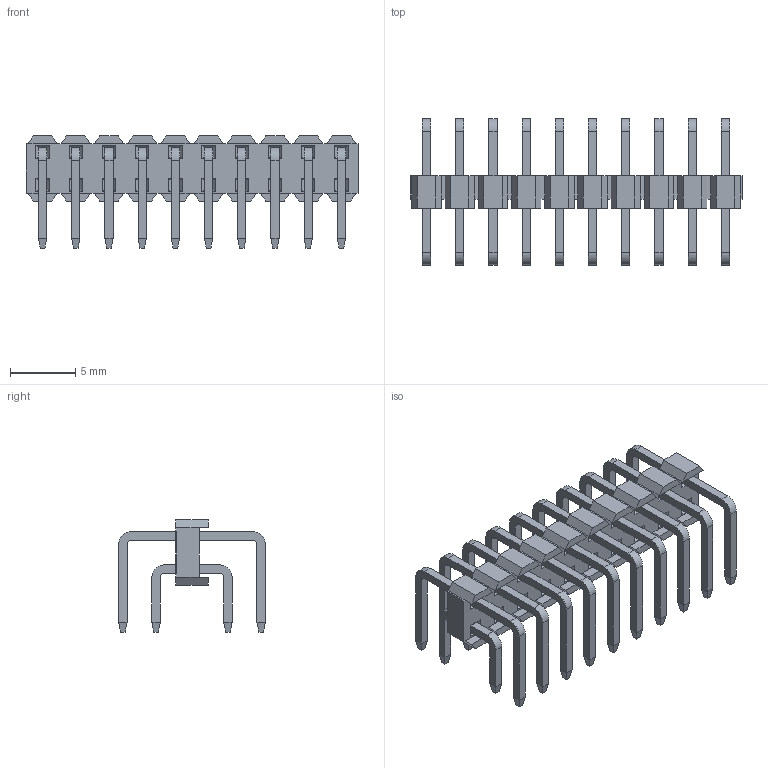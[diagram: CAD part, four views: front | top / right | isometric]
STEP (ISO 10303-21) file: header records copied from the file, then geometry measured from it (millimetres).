
FILE_DESCRIPTION( ('This file contains a STEP AP42 implementation' ,'as created by ZW3D STEP Interface translator.') ,'2;1' );
FILE_NAME( '1125-12XXXXUXXXXXXX.stp' ,'23 329.163529', (''), ('ZWCAD Software Co.'), 'Version 1.0', 'ZW3D to STEP translator', '' );
FILE_SCHEMA(('AUTOMOTIVE_DESIGN { 1 0 10303 214 1 1 1 1 }'));
Length unit declared in the file: millimetre
Products named in the file (2): 0; 1125-1220XXU145XXXX
Bounding box: 25.4 x 11.22 x 8.6 mm (x, y, z)
Volume: 367.6 mm3; surface area: 1510.2 mm2
Topology: 21 solids, 21 shells, 779 faces, 1904 edges, 1176 vertices
Faces by surface type: plane 699, cylinder 80
Entity records: 23034 total; most frequent: CARTESIAN_POINT 3860, ORIENTED_EDGE 3808, DIRECTION 3624, EDGE_CURVE 1904, VECTOR 1744, LINE 1744, VERTEX_POINT 1176, AXIS2_PLACEMENT_3D 940
